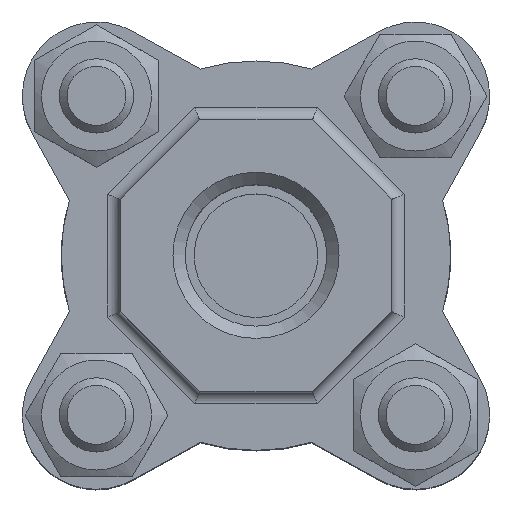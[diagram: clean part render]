
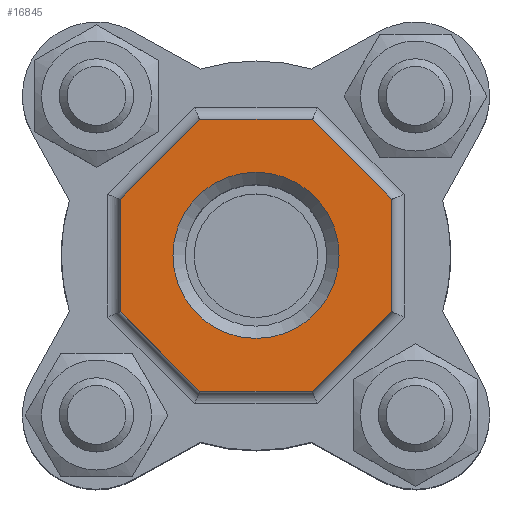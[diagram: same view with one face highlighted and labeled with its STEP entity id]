
A CAD part, top view. The second image highlights one B-rep face of the part: STEP entity #16845.
In plain terms, the highlighted planar face has unit normal (0, 0, 1).
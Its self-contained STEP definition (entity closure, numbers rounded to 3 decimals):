
#269=FACE_BOUND('',#2678,.T.);
#925=PLANE('',#17462);
#1719=FACE_OUTER_BOUND('',#2677,.T.);
#2677=EDGE_LOOP('',(#13950,#13951,#13952,#13953,#13954,#13955,#13956,#13957));
#2678=EDGE_LOOP('',(#13958));
#3017=CIRCLE('',#17456,6.723);
#4937=LINE('',#30476,#6185);
#4938=LINE('',#30478,#6186);
#4939=LINE('',#30480,#6187);
#4940=LINE('',#30482,#6188);
#4941=LINE('',#30484,#6189);
#4942=LINE('',#30486,#6190);
#4943=LINE('',#30488,#6191);
#4944=LINE('',#30489,#6192);
#6185=VECTOR('',#19576,10.);
#6186=VECTOR('',#19577,10.);
#6187=VECTOR('',#19578,10.);
#6188=VECTOR('',#19579,10.);
#6189=VECTOR('',#19580,10.);
#6190=VECTOR('',#19581,10.);
#6191=VECTOR('',#19582,10.);
#6192=VECTOR('',#19583,10.);
#7641=VERTEX_POINT('',#30460);
#7646=VERTEX_POINT('',#30474);
#7647=VERTEX_POINT('',#30475);
#7648=VERTEX_POINT('',#30477);
#7649=VERTEX_POINT('',#30479);
#7650=VERTEX_POINT('',#30481);
#7651=VERTEX_POINT('',#30483);
#7652=VERTEX_POINT('',#30485);
#7653=VERTEX_POINT('',#30487);
#9802=EDGE_CURVE('',#7641,#7641,#3017,.T.);
#9809=EDGE_CURVE('',#7646,#7647,#4937,.T.);
#9810=EDGE_CURVE('',#7647,#7648,#4938,.T.);
#9811=EDGE_CURVE('',#7648,#7649,#4939,.T.);
#9812=EDGE_CURVE('',#7649,#7650,#4940,.T.);
#9813=EDGE_CURVE('',#7650,#7651,#4941,.T.);
#9814=EDGE_CURVE('',#7651,#7652,#4942,.T.);
#9815=EDGE_CURVE('',#7652,#7653,#4943,.T.);
#9816=EDGE_CURVE('',#7653,#7646,#4944,.T.);
#13950=ORIENTED_EDGE('',*,*,#9809,.T.);
#13951=ORIENTED_EDGE('',*,*,#9810,.T.);
#13952=ORIENTED_EDGE('',*,*,#9811,.T.);
#13953=ORIENTED_EDGE('',*,*,#9812,.T.);
#13954=ORIENTED_EDGE('',*,*,#9813,.T.);
#13955=ORIENTED_EDGE('',*,*,#9814,.T.);
#13956=ORIENTED_EDGE('',*,*,#9815,.T.);
#13957=ORIENTED_EDGE('',*,*,#9816,.T.);
#13958=ORIENTED_EDGE('',*,*,#9802,.F.);
#16845=ADVANCED_FACE('',(#1719,#269),#925,.T.);
#17456=AXIS2_PLACEMENT_3D('',#30461,#19560,#19561);
#17462=AXIS2_PLACEMENT_3D('',#30473,#19574,#19575);
#19560=DIRECTION('center_axis',(0.,0.,1.));
#19561=DIRECTION('ref_axis',(1.,0.,0.));
#19574=DIRECTION('center_axis',(0.,0.,1.));
#19575=DIRECTION('ref_axis',(-1.,0.,0.));
#19576=DIRECTION('',(0.,-1.,0.));
#19577=DIRECTION('',(0.707,-0.707,0.));
#19578=DIRECTION('',(1.,0.,0.));
#19579=DIRECTION('',(0.707,0.707,0.));
#19580=DIRECTION('',(0.,1.,0.));
#19581=DIRECTION('',(-0.707,0.707,0.));
#19582=DIRECTION('',(-1.,0.,0.));
#19583=DIRECTION('',(-0.707,-0.707,0.));
#30460=CARTESIAN_POINT('',(-6.723,0.,30.));
#30461=CARTESIAN_POINT('Origin',(0.,0.,30.));
#30473=CARTESIAN_POINT('Origin',(0.,0.,
30.));
#30474=CARTESIAN_POINT('',(-11.,4.556,30.));
#30475=CARTESIAN_POINT('',(-11.,-4.556,30.));
#30476=CARTESIAN_POINT('',(-11.,-4.556,30.));
#30477=CARTESIAN_POINT('',(-4.556,-11.,30.));
#30478=CARTESIAN_POINT('',(-4.556,-11.,30.));
#30479=CARTESIAN_POINT('',(4.556,-11.,30.));
#30480=CARTESIAN_POINT('',(4.556,-11.,30.));
#30481=CARTESIAN_POINT('',(11.,-4.556,30.));
#30482=CARTESIAN_POINT('',(11.,-4.556,30.));
#30483=CARTESIAN_POINT('',(11.,4.556,30.));
#30484=CARTESIAN_POINT('',(11.,4.556,30.));
#30485=CARTESIAN_POINT('',(4.556,11.,30.));
#30486=CARTESIAN_POINT('',(4.556,11.,30.));
#30487=CARTESIAN_POINT('',(-4.556,11.,30.));
#30488=CARTESIAN_POINT('',(-4.556,11.,30.));
#30489=CARTESIAN_POINT('',(-11.,4.556,30.));
